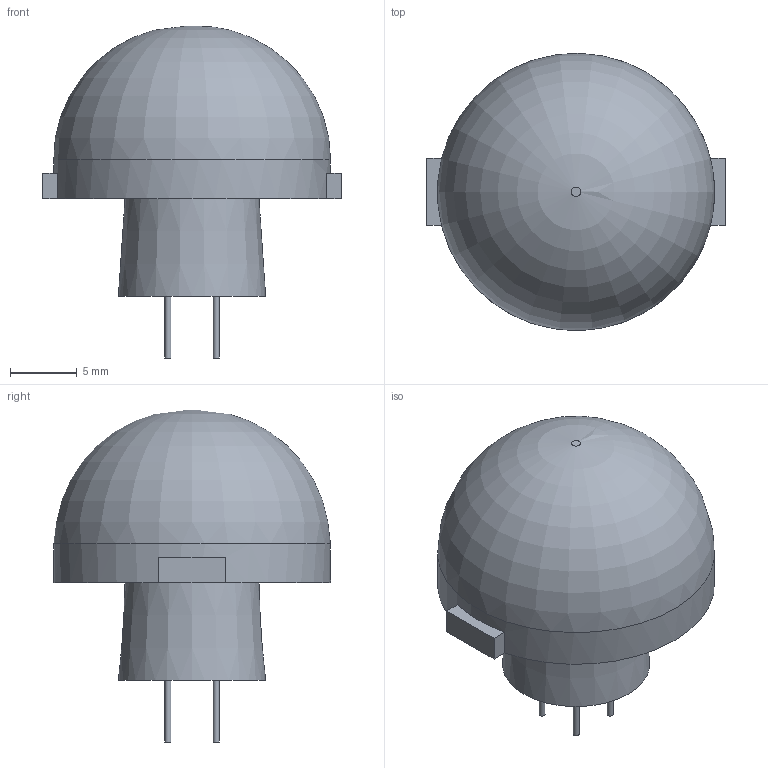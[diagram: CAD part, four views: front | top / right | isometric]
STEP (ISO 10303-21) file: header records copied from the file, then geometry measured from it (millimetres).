
FILE_DESCRIPTION(/* description */ ('STEP AP242','CAx-IF Rec.Pracs.---Representation and Presentation of Product Manufacturing Information (PMI)---4.0---2014-10-13','CAx-IF Rec.Pracs.---3D Tessellated Geometry---0.4---2014-09-14','2;1'),/* implementation_level */ '2;1');
FILE_NAME(/* name */ '642c81fbead2cf6d2af0e56b',/* time_stamp */ '2023-04-04T20:00:59+00:00',/* author */ (''),/* organization */ (''),/* preprocessor_version */ 'ST-DEVELOPER v18.102',/* originating_system */ ' ',/* authorisation */ ' ');
FILE_SCHEMA (('AP242_MANAGED_MODEL_BASED_3D_ENGINEERING_MIM_LF { 1 0 10303 442 1 1 4 }'));
Length unit declared in the file: metre
Products named in the file (1): EKMC1603111
Bounding box: 22.33 x 20.7 x 24.8 mm (x, y, z)
Volume: 3899.1 mm3; surface area: 1492.4 mm2
Topology: 1 solids, 1 shells, 20 faces, 41 edges, 27 vertices
Faces by surface type: plane 14, cylinder 4, torus 1, cone 1
Full cylindrical faces by diameter (mm): 0.45 x3, 20.7 x1
Entity records: 657 total; most frequent: DIRECTION 90, CARTESIAN_POINT 81, ORIENTED_EDGE 68, AXIS2_PLACEMENT_3D 35, EDGE_CURVE 34, EDGE_LOOP 30, FACE_BOUND 30, VERTEX_POINT 26
